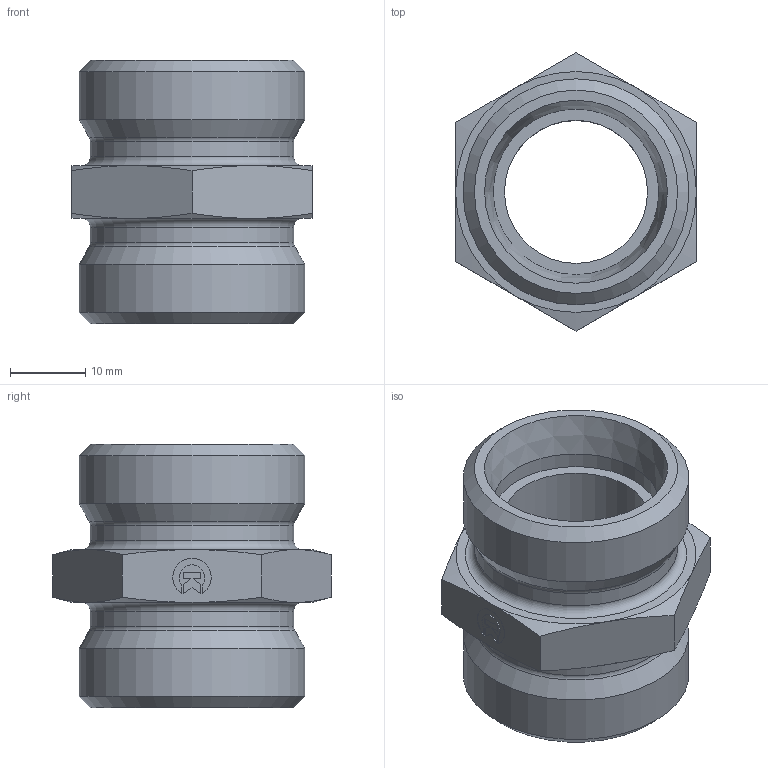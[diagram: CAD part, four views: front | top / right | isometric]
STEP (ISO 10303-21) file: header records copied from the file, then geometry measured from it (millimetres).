
FILE_DESCRIPTION((''),'2;1');
FILE_NAME('311223030.stp','2014-08-15T15:37:58',(''),('KNOMI spol. s r. o.'),'Autodesk Inventor 2012','Autodesk Inventor 2012','');
FILE_SCHEMA(('AUTOMOTIVE_DESIGN { 1 2 10303 214 0 1 1 1 }'));
Length unit declared in the file: millimetre
Products named in the file (1): PS2 22L   M30x2/M30x2
Bounding box: 32 x 36.95 x 35 mm (x, y, z)
Volume: 12701.1 mm3; surface area: 6694.3 mm2
Topology: 1 solids, 1 shells, 75 faces, 176 edges, 111 vertices
Faces by surface type: plane 42, cone 18, cylinder 11, torus 4
Full cylindrical faces by diameter (mm): 19 x1, 22 x2, 27 x2, 30 x2
Entity records: 1996 total; most frequent: CARTESIAN_POINT 384, DIRECTION 324, ORIENTED_EDGE 308, EDGE_CURVE 154, AXIS2_PLACEMENT_3D 118, VERTEX_POINT 106, EDGE_LOOP 102, VECTOR 88
